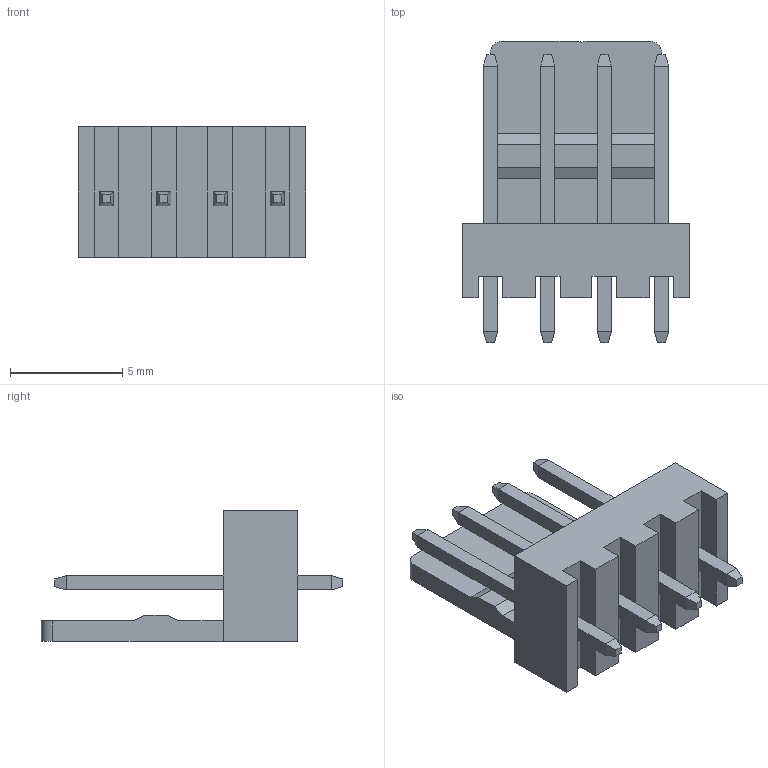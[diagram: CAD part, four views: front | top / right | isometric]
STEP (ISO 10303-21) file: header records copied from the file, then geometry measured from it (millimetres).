
FILE_DESCRIPTION (( 'STEP AP214' ), '1' );
FILE_NAME ('9A44D18E-9C6E-442D-9812-93420E9AD5E9.STEP', '2025-04-10T09:56:22', ( '' ), ( '' ), 'SwSTEP 2.0', 'SolidWorks 2022', '' );
FILE_SCHEMA (( 'AUTOMOTIVE_DESIGN' ));
Length unit declared in the file: millimetre
Products named in the file (1): 9A44D18E-9C6E-442D-9812-93420E9AD5E9
Bounding box: 10.12 x 13.4 x 5.8 mm (x, y, z)
Volume: 244.2 mm3; surface area: 499.9 mm2
Topology: 1 solids, 1 shells, 107 faces, 259 edges, 162 vertices
Faces by surface type: plane 103, cylinder 4
Entity records: 3444 total; most frequent: CARTESIAN_POINT 529, ORIENTED_EDGE 518, DIRECTION 483, EDGE_CURVE 259, VECTOR 251, LINE 251, VERTEX_POINT 162, AXIS2_PLACEMENT_3D 116
